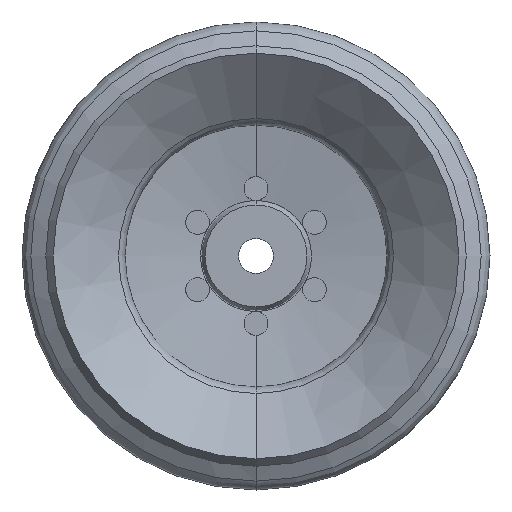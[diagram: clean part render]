
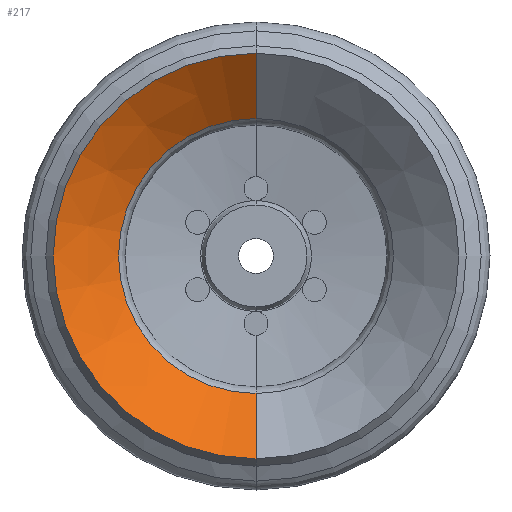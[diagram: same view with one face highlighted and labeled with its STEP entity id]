
A CAD part, front view. The second image highlights one B-rep face of the part: STEP entity #217.
In plain terms, the highlighted conical face has half-angle 51.03 degrees and reference radius 17.335 mm.
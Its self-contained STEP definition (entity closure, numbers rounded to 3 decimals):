
#217=ADVANCED_FACE('',(#537),#538,.F.);
#537=FACE_OUTER_BOUND('',#975,.T.);
#538=CONICAL_SURFACE('',#976,17.335,0.891);
#975=EDGE_LOOP('',(#5040,#5041,#5042,#5043));
#976=AXIS2_PLACEMENT_3D('',#5044,#5045,#5046);
#5040=ORIENTED_EDGE('',*,*,#5986,.T.);
#5041=ORIENTED_EDGE('',*,*,#6072,.T.);
#5042=ORIENTED_EDGE('',*,*,#6073,.F.);
#5043=ORIENTED_EDGE('',*,*,#6074,.F.);
#5044=CARTESIAN_POINT('',(0.0,-27.349,0.0));
#5045=DIRECTION('',(0.0,-1.0,-0.0));
#5046=DIRECTION('',(0.0,0.0,-1.0));
#5986=EDGE_CURVE('',#6459,#6463,#6465,.T.);
#6072=EDGE_CURVE('',#6463,#6598,#6604,.T.);
#6073=EDGE_CURVE('',#6599,#6598,#6605,.T.);
#6074=EDGE_CURVE('',#6459,#6599,#6606,.T.);
#6459=VERTEX_POINT('',#7120);
#6463=VERTEX_POINT('',#7124);
#6465=CIRCLE('',#7126,17.335);
#6598=VERTEX_POINT('',#7818);
#6599=VERTEX_POINT('',#7819);
#6604=LINE('',#7826,#7827);
#6605=CIRCLE('',#7828,25.557);
#6606=LINE('',#7829,#7830);
#7120=CARTESIAN_POINT('',(0.,-27.349,-17.335));
#7124=CARTESIAN_POINT('',(0.0,-27.349,17.335));
#7126=AXIS2_PLACEMENT_3D('',#9687,#9688,#9689);
#7818=CARTESIAN_POINT('',(0.,-34.0,25.557));
#7819=CARTESIAN_POINT('',(0.0,-34.0,-25.557));
#7826=CARTESIAN_POINT('',(0.,-27.349,17.335));
#7827=VECTOR('',#9785,1000.0);
#7828=AXIS2_PLACEMENT_3D('',#9786,#9787,#9788);
#7829=CARTESIAN_POINT('',(0.0,-27.349,-17.335));
#7830=VECTOR('',#9789,1000.0);
#9687=CARTESIAN_POINT('',(0.0,-27.349,0.0));
#9688=DIRECTION('',(0.0,1.0,0.0));
#9689=DIRECTION('',(0.0,0.0,1.0));
#9785=DIRECTION('',(0.,-0.629,0.777));
#9786=CARTESIAN_POINT('',(0.0,-34.0,0.0));
#9787=DIRECTION('',(0.0,1.0,0.0));
#9788=DIRECTION('',(0.0,0.0,1.0));
#9789=DIRECTION('',(0.0,-0.629,-0.777));
